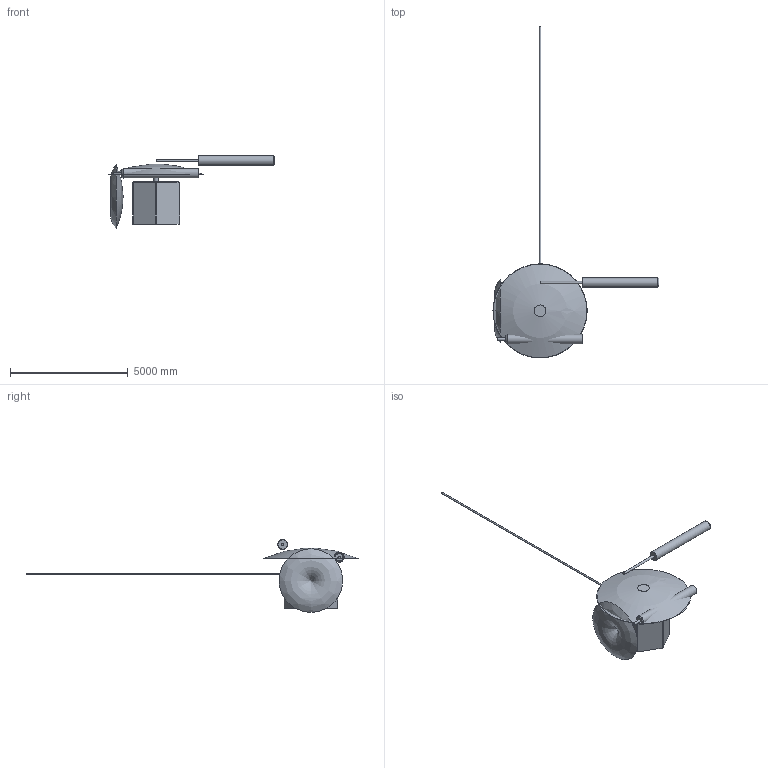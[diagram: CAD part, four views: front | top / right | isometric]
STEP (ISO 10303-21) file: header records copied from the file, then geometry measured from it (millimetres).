
FILE_DESCRIPTION(('FreeCAD Model'),'2;1');
FILE_NAME('Open CASCADE Shape Model','2025-08-27T11:40:30',('Author'),( ''),'Open CASCADE STEP processor 7.8','FreeCAD','Unknown');
FILE_SCHEMA(('AUTOMOTIVE_DESIGN { 1 0 10303 214 1 1 1 1 }'));
Length unit declared in the file: metre
Products named in the file (1): Cassini_Huygens
Bounding box: 7050 x 14100 x 3090 mm (x, y, z)
Volume: 9062725081.9 mm3; surface area: 71089228.9 mm2
Topology: 11 solids, 11 shells, 71 faces, 119 edges, 72 vertices
Faces by surface type: plane 49, cylinder 12, sphere 7, cone 2, revolution 1
Full cylindrical faces by diameter (mm): 36 x4, 60 x1, 100 x2, 200 x1, 400 x2, 500 x2
Entity records: 3248 total; most frequent: DIRECTION 539, CARTESIAN_POINT 496, LINE 280, VECTOR 280, ORIENTED_EDGE 234, PCURVE 234, DEFINITIONAL_REPRESENTATION 234, EDGE_CURVE 117
